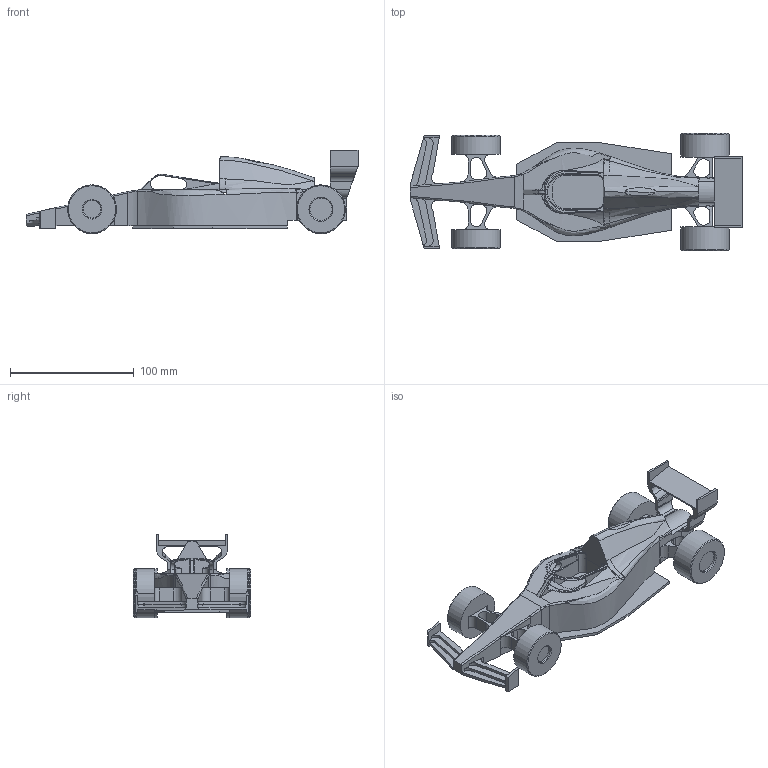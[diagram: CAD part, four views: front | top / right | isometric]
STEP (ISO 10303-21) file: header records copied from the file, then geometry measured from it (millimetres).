
FILE_DESCRIPTION(('STEP AP214'),'1');
FILE_NAME('F1 model 4x groter.stp','2023-03-23T10:39:38',(' '),(' '),'Spatial InterOp 3D',' ',' ');
FILE_SCHEMA(('AUTOMOTIVE_DESIGN { 1 0 10303 214 1 1 1 1 }'));
Length unit declared in the file: metre
Products named in the file (1): 1663761299
Bounding box: 268.29 x 94.8 x 67.31 mm (x, y, z)
Volume: 380394.2 mm3; surface area: 75220.1 mm2
Topology: 1 solids, 1 shells, 408 faces, 1181 edges, 760 vertices
Faces by surface type: plane 174, cylinder 157, bspline 49, cone 16, torus 12
Entity records: 21869 total; most frequent: CARTESIAN_POINT 6384, ORIENTED_EDGE 2328, DIRECTION 2101, EDGE_CURVE 1164, STYLED_ITEM 990, PRESENTATION_STYLE_ASSIGNMENT 990, COLOUR_RGB 990, CURVE_STYLE 989
